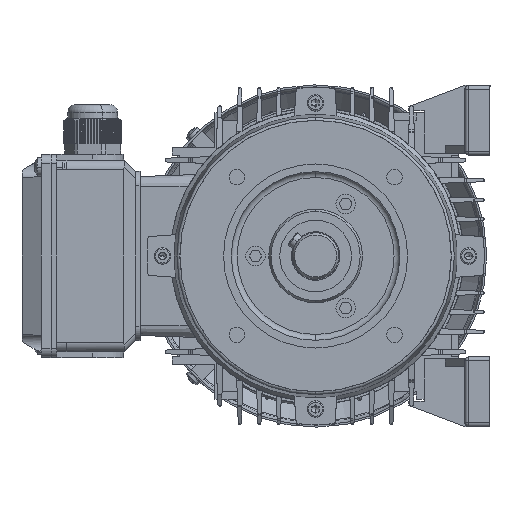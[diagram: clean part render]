
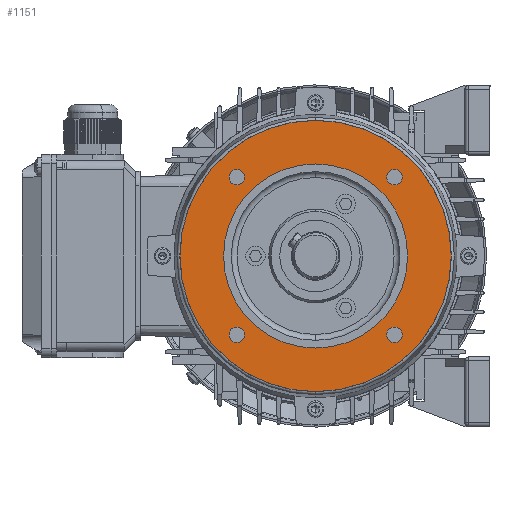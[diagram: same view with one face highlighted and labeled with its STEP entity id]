
A CAD part, left-side view. The second image highlights one B-rep face of the part: STEP entity #1151.
In plain terms, the highlighted planar face has unit normal (-1, 0, 0).
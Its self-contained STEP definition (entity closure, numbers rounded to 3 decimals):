
#995 = AXIS2_PLACEMENT_3D ( 'NONE', #4439, #110650, #98550 ) ;
#1151 = ADVANCED_FACE ( 'NONE', ( #54901, #48812, #45753, #39685, #33533, #27429 ), #14128, .F. ) ;
#2077 = DIRECTION ( 'NONE',  ( 0., 0., -1. ) ) ;
#2448 = CARTESIAN_POINT ( 'NONE',  ( 3., 40.659, 36.659 ) ) ;
#4116 = EDGE_LOOP ( 'NONE', ( #19209, #88881 ) ) ;
#4439 = CARTESIAN_POINT ( 'NONE',  ( 3., -40.659, 40.659 ) ) ;
#4932 = CARTESIAN_POINT ( 'NONE',  ( 3., 40.659, -40.659 ) ) ;
#5720 = DIRECTION ( 'NONE',  ( -1., 0., 0. ) ) ;
#6745 = EDGE_CURVE ( 'NONE', #25286, #75059, #107080, .T. ) ;
#6883 = EDGE_CURVE ( 'NONE', #13717, #43888, #116340, .T. ) ;
#8768 = EDGE_CURVE ( 'NONE', #75059, #25286, #44625, .T. ) ;
#9550 = CARTESIAN_POINT ( 'NONE',  ( 3., 0., 47.5 ) ) ;
#10303 = AXIS2_PLACEMENT_3D ( 'NONE', #17866, #5720, #111963 ) ;
#10478 = CIRCLE ( 'NONE', #10303, 70. ) ;
#13717 = VERTEX_POINT ( 'NONE', #2448 ) ;
#14128 = PLANE ( 'NONE',  #76310 ) ;
#14194 = DIRECTION ( 'NONE',  ( 1., 0., 0. ) ) ;
#14433 = VERTEX_POINT ( 'NONE', #99195 ) ;
#15901 = DIRECTION ( 'NONE',  ( 0., 0., 1. ) ) ;
#15903 = VERTEX_POINT ( 'NONE', #16071 ) ;
#16071 = CARTESIAN_POINT ( 'NONE',  ( 3., -40.659, 44.659 ) ) ;
#16604 = AXIS2_PLACEMENT_3D ( 'NONE', #43934, #31792, #19646 ) ;
#17866 = CARTESIAN_POINT ( 'NONE',  ( 3., 0., 0. ) ) ;
#18693 = VERTEX_POINT ( 'NONE', #9550 ) ;
#19209 = ORIENTED_EDGE ( 'NONE', *, *, #42360, .F. ) ;
#19260 = ORIENTED_EDGE ( 'NONE', *, *, #94980, .T. ) ;
#19646 = DIRECTION ( 'NONE',  ( 0., 0., -1. ) ) ;
#21649 = CARTESIAN_POINT ( 'NONE',  ( 3., -40.659, -44.659 ) ) ;
#22021 = EDGE_CURVE ( 'NONE', #27506, #114860, #37421, .T. ) ;
#22633 = EDGE_CURVE ( 'NONE', #114860, #27506, #10478, .T. ) ;
#22702 = DIRECTION ( 'NONE',  ( 0., 0., 1. ) ) ;
#25286 = VERTEX_POINT ( 'NONE', #67439 ) ;
#27429 = FACE_OUTER_BOUND ( 'NONE', #32668, .T. ) ;
#27506 = VERTEX_POINT ( 'NONE', #81873 ) ;
#28013 = DIRECTION ( 'NONE',  ( -1., 0., 0. ) ) ;
#28247 = ORIENTED_EDGE ( 'NONE', *, *, #22633, .T. ) ;
#28925 = AXIS2_PLACEMENT_3D ( 'NONE', #107309, #83054, #70952 ) ;
#29726 = ORIENTED_EDGE ( 'NONE', *, *, #22021, .T. ) ;
#31792 = DIRECTION ( 'NONE',  ( 1., 0., 0. ) ) ;
#32427 = CIRCLE ( 'NONE', #114262, 47.5 ) ;
#32668 = EDGE_LOOP ( 'NONE', ( #29726, #28247 ) ) ;
#33533 = FACE_BOUND ( 'NONE', #4116, .T. ) ;
#34860 = DIRECTION ( 'NONE',  ( -1., 0., 0. ) ) ;
#35416 = DIRECTION ( 'NONE',  ( 0., 0., -1. ) ) ;
#36932 = EDGE_LOOP ( 'NONE', ( #55261, #83370 ) ) ;
#37421 = CIRCLE ( 'NONE', #86621, 70. ) ;
#39685 = FACE_BOUND ( 'NONE', #76759, .T. ) ;
#40172 = CARTESIAN_POINT ( 'NONE',  ( 3., 0., 0. ) ) ;
#42360 = EDGE_CURVE ( 'NONE', #18693, #14433, #32427, .T. ) ;
#42381 = VERTEX_POINT ( 'NONE', #44139 ) ;
#42574 = DIRECTION ( 'NONE',  ( 0., 0., -1. ) ) ;
#43337 = AXIS2_PLACEMENT_3D ( 'NONE', #115275, #54648, #42574 ) ;
#43888 = VERTEX_POINT ( 'NONE', #55771 ) ;
#43934 = CARTESIAN_POINT ( 'NONE',  ( 3., 40.659, 40.659 ) ) ;
#44139 = CARTESIAN_POINT ( 'NONE',  ( 3., 40.659, -36.659 ) ) ;
#44625 = CIRCLE ( 'NONE', #111538, 4. ) ;
#45753 = FACE_BOUND ( 'NONE', #73518, .T. ) ;
#46803 = EDGE_CURVE ( 'NONE', #48861, #42381, #108303, .T. ) ;
#46966 = CARTESIAN_POINT ( 'NONE',  ( 3., 0., 0. ) ) ;
#47526 = DIRECTION ( 'NONE',  ( 1., 0., 0. ) ) ;
#48812 = FACE_BOUND ( 'NONE', #36932, .T. ) ;
#48861 = VERTEX_POINT ( 'NONE', #91347 ) ;
#49195 = ORIENTED_EDGE ( 'NONE', *, *, #109649, .T. ) ;
#52834 = CIRCLE ( 'NONE', #995, 4. ) ;
#54648 = DIRECTION ( 'NONE',  ( 1., 0., 0. ) ) ;
#54901 = FACE_BOUND ( 'NONE', #97128, .T. ) ;
#55261 = ORIENTED_EDGE ( 'NONE', *, *, #8768, .T. ) ;
#55771 = CARTESIAN_POINT ( 'NONE',  ( 3., 40.659, 44.659 ) ) ;
#59124 = EDGE_CURVE ( 'NONE', #93433, #15903, #52834, .T. ) ;
#59752 = DIRECTION ( 'NONE',  ( 0., 0., -1. ) ) ;
#63160 = AXIS2_PLACEMENT_3D ( 'NONE', #96016, #47526, #35416 ) ;
#65454 = CARTESIAN_POINT ( 'NONE',  ( 3., -40.659, 40.659 ) ) ;
#66333 = CIRCLE ( 'NONE', #63160, 4. ) ;
#67439 = CARTESIAN_POINT ( 'NONE',  ( 3., -40.659, -36.659 ) ) ;
#69370 = CARTESIAN_POINT ( 'NONE',  ( 3., -40.659, 36.659 ) ) ;
#70952 = DIRECTION ( 'NONE',  ( 0., 0., 1. ) ) ;
#71889 = DIRECTION ( 'NONE',  ( 1., 0., 0. ) ) ;
#73518 = EDGE_LOOP ( 'NONE', ( #91909, #49195 ) ) ;
#75059 = VERTEX_POINT ( 'NONE', #21649 ) ;
#76310 = AXIS2_PLACEMENT_3D ( 'NONE', #83995, #71889, #59752 ) ;
#76759 = EDGE_LOOP ( 'NONE', ( #94558, #91612 ) ) ;
#79019 = EDGE_CURVE ( 'NONE', #43888, #13717, #66333, .T. ) ;
#81873 = CARTESIAN_POINT ( 'NONE',  ( 3., 0., 70. ) ) ;
#83054 = DIRECTION ( 'NONE',  ( -1., 0., 0. ) ) ;
#83370 = ORIENTED_EDGE ( 'NONE', *, *, #6745, .T. ) ;
#83995 = CARTESIAN_POINT ( 'NONE',  ( 3., 47.5, 0. ) ) ;
#86621 = AXIS2_PLACEMENT_3D ( 'NONE', #40172, #28013, #15901 ) ;
#88881 = ORIENTED_EDGE ( 'NONE', *, *, #97446, .F. ) ;
#91069 = CARTESIAN_POINT ( 'NONE',  ( 3., 0., -70. ) ) ;
#91347 = CARTESIAN_POINT ( 'NONE',  ( 3., 40.659, -44.659 ) ) ;
#91612 = ORIENTED_EDGE ( 'NONE', *, *, #79019, .T. ) ;
#91909 = ORIENTED_EDGE ( 'NONE', *, *, #46803, .T. ) ;
#92484 = DIRECTION ( 'NONE',  ( 0., 0., -1. ) ) ;
#93433 = VERTEX_POINT ( 'NONE', #69370 ) ;
#94558 = ORIENTED_EDGE ( 'NONE', *, *, #6883, .T. ) ;
#94980 = EDGE_CURVE ( 'NONE', #15903, #93433, #114599, .T. ) ;
#96016 = CARTESIAN_POINT ( 'NONE',  ( 3., 40.659, 40.659 ) ) ;
#97128 = EDGE_LOOP ( 'NONE', ( #100450, #19260 ) ) ;
#97446 = EDGE_CURVE ( 'NONE', #14433, #18693, #106807, .T. ) ;
#98159 = AXIS2_PLACEMENT_3D ( 'NONE', #65454, #111098, #98992 ) ;
#98550 = DIRECTION ( 'NONE',  ( 0., 0., -1. ) ) ;
#98992 = DIRECTION ( 'NONE',  ( 0., 0., -1. ) ) ;
#99195 = CARTESIAN_POINT ( 'NONE',  ( 3., 0., -47.5 ) ) ;
#100450 = ORIENTED_EDGE ( 'NONE', *, *, #59124, .T. ) ;
#104589 = DIRECTION ( 'NONE',  ( 0., 0., -1. ) ) ;
#104617 = DIRECTION ( 'NONE',  ( 1., 0., 0. ) ) ;
#106807 = CIRCLE ( 'NONE', #28925, 47.5 ) ;
#106815 = CIRCLE ( 'NONE', #107091, 4. ) ;
#107080 = CIRCLE ( 'NONE', #43337, 4. ) ;
#107091 = AXIS2_PLACEMENT_3D ( 'NONE', #4932, #14194, #2077 ) ;
#107309 = CARTESIAN_POINT ( 'NONE',  ( 3., 0., 0. ) ) ;
#107453 = CARTESIAN_POINT ( 'NONE',  ( 3., 40.659, -40.659 ) ) ;
#108303 = CIRCLE ( 'NONE', #116233, 4. ) ;
#109649 = EDGE_CURVE ( 'NONE', #42381, #48861, #106815, .T. ) ;
#110650 = DIRECTION ( 'NONE',  ( 1., 0., 0. ) ) ;
#111098 = DIRECTION ( 'NONE',  ( 1., 0., 0. ) ) ;
#111538 = AXIS2_PLACEMENT_3D ( 'NONE', #116747, #104617, #92484 ) ;
#111963 = DIRECTION ( 'NONE',  ( 0., 0., 1. ) ) ;
#114262 = AXIS2_PLACEMENT_3D ( 'NONE', #46966, #34860, #22702 ) ;
#114599 = CIRCLE ( 'NONE', #98159, 4. ) ;
#114860 = VERTEX_POINT ( 'NONE', #91069 ) ;
#115275 = CARTESIAN_POINT ( 'NONE',  ( 3., -40.659, -40.659 ) ) ;
#116233 = AXIS2_PLACEMENT_3D ( 'NONE', #107453, #116721, #104589 ) ;
#116340 = CIRCLE ( 'NONE', #16604, 4. ) ;
#116721 = DIRECTION ( 'NONE',  ( 1., 0., 0. ) ) ;
#116747 = CARTESIAN_POINT ( 'NONE',  ( 3., -40.659, -40.659 ) ) ;
